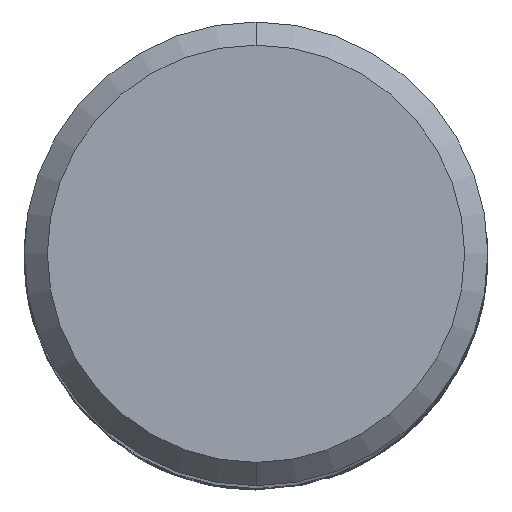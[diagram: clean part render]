
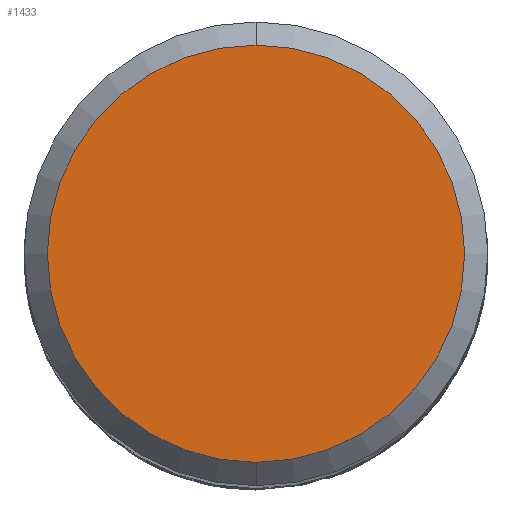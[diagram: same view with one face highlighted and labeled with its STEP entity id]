
A CAD part, top view. The second image highlights one B-rep face of the part: STEP entity #1433.
In plain terms, the highlighted planar face has unit normal (0, 0, 1).
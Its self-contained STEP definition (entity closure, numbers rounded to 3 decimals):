
#1433=ADVANCED_FACE('',(#3949),#3950,.T.);
#1893=VERTEX_POINT('',#4454);
#2091=EDGE_CURVE('',#3027,#1893,#4674,.T.);
#3027=VERTEX_POINT('',#5679);
#3123=EDGE_CURVE('',#1893,#3027,#5786,.T.);
#3949=FACE_OUTER_BOUND('',#7603,.T.);
#3950=PLANE('',#7604);
#4454=CARTESIAN_POINT('',(0.,-7.2,0.0));
#4674=CIRCLE('',#15042,7.2);
#5679=CARTESIAN_POINT('',(0.0,7.2,0.0));
#5786=CIRCLE('',#26376,7.2);
#7603=EDGE_LOOP('',(#31891,#31892));
#7604=AXIS2_PLACEMENT_3D('',#31893,#31894,#31895);
#15042=AXIS2_PLACEMENT_3D('',#32752,#32753,#32754);
#26376=AXIS2_PLACEMENT_3D('',#33830,#33831,#33832);
#31891=ORIENTED_EDGE('',*,*,#2091,.F.);
#31892=ORIENTED_EDGE('',*,*,#3123,.F.);
#31893=CARTESIAN_POINT('',(0.0,3.6,0.0));
#31894=DIRECTION('',(-0.0,0.0,1.0));
#31895=DIRECTION('',(0.0,-1.0,0.0));
#32752=CARTESIAN_POINT('',(0.0,0.0,0.0));
#32753=DIRECTION('',(0.0,0.0,-1.0));
#32754=DIRECTION('',(0.0,1.0,0.0));
#33830=CARTESIAN_POINT('',(0.0,0.0,0.0));
#33831=DIRECTION('',(0.0,0.0,-1.0));
#33832=DIRECTION('',(0.0,1.0,0.0));
